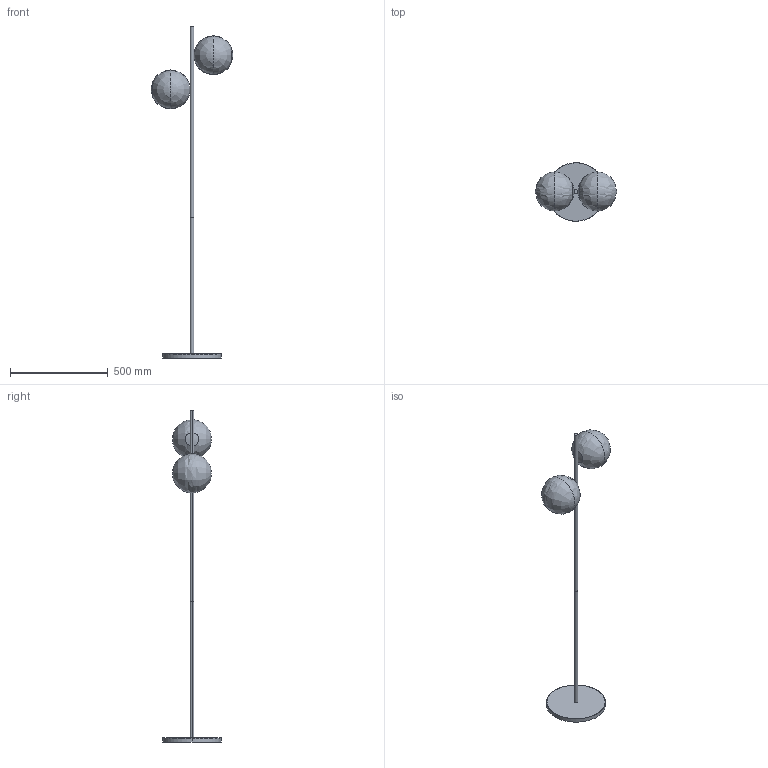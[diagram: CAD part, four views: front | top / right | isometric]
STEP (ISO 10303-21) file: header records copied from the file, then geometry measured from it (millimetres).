
FILE_DESCRIPTION(/* description */ (''),/* implementation_level */ '2;1');
FILE_NAME(/* name */ '1744.206_JUGEN',/* time_stamp */ '2023-01-18T18:16:24+01:00',/* author */ (''),/* organization */ (''),/* preprocessor_version */ 'ST-DEVELOPER v16.5',/* originating_system */ 'Rhino 7.15',/* authorisation */ '');
FILE_SCHEMA (('CONFIG_CONTROL_DESIGN'));
Length unit declared in the file: millimetre
Products named in the file (1): Document
Bounding box: 419 x 299.75 x 1700 mm (x, y, z)
Volume: 1759555.2 mm3; surface area: 513847.8 mm2
Topology: 2 solids, 7 shells, 19 faces, 42 edges, 28 vertices
Faces by surface type: bspline 8, cylinder 6, plane 5
Entity records: 944 total; most frequent: CARTESIAN_POINT 623, ORIENTED_EDGE 54, EDGE_CURVE 30, VERTEX_POINT 22, EDGE_LOOP 21, ADVANCED_FACE 19, FACE_OUTER_BOUND 19, DIRECTION 19
